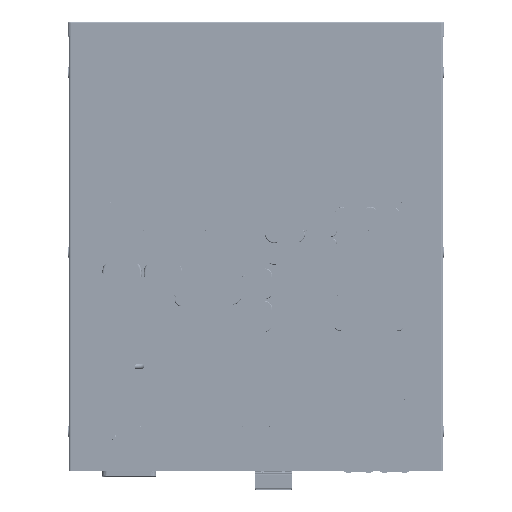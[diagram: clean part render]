
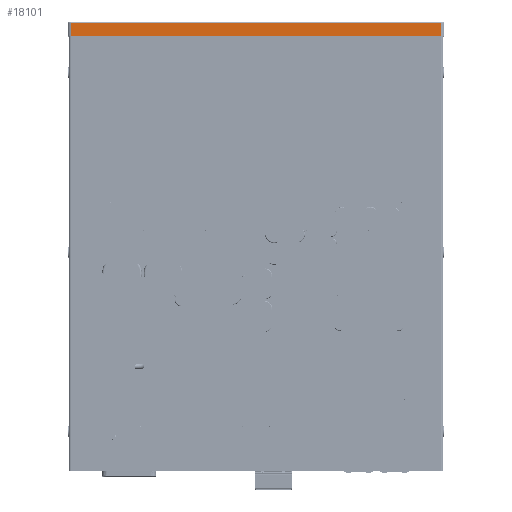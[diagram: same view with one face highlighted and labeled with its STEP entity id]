
A CAD part, top view. The second image highlights one B-rep face of the part: STEP entity #18101.
In plain terms, the highlighted face is planar.
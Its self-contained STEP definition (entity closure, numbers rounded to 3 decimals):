
#17566 = CYLINDRICAL_SURFACE('',#17567,2.);
#17567 = AXIS2_PLACEMENT_3D('',#17568,#17569,#17570);
#17568 = CARTESIAN_POINT('',(-102.,-19.75,0.));
#17569 = DIRECTION('',(-0.,-0.,-1.));
#17570 = DIRECTION('',(1.,0.,0.));
#17665 = VERTEX_POINT('',#17666);
#17666 = CARTESIAN_POINT('',(-102.,-21.75,7.6));
#17693 = EDGE_CURVE('',#17694,#17665,#17696,.T.);
#17694 = VERTEX_POINT('',#17695);
#17695 = CARTESIAN_POINT('',(-102.,-21.75,0.4));
#17696 = SURFACE_CURVE('',#17697,(#17701,#17708),.PCURVE_S1.);
#17697 = LINE('',#17698,#17699);
#17698 = CARTESIAN_POINT('',(-102.,-21.75,0.));
#17699 = VECTOR('',#17700,1.);
#17700 = DIRECTION('',(0.,0.,1.));
#17701 = PCURVE('',#17566,#17702);
#17702 = DEFINITIONAL_REPRESENTATION('',(#17703),#17707);
#17703 = LINE('',#17704,#17705);
#17704 = CARTESIAN_POINT('',(-4.712,0.));
#17705 = VECTOR('',#17706,1.);
#17706 = DIRECTION('',(-0.,-1.));
#17707 = ( GEOMETRIC_REPRESENTATION_CONTEXT(2) 
PARAMETRIC_REPRESENTATION_CONTEXT() REPRESENTATION_CONTEXT('2D SPACE',''
  ) );
#17708 = PCURVE('',#17709,#17714);
#17709 = PLANE('',#17710);
#17710 = AXIS2_PLACEMENT_3D('',#17711,#17712,#17713);
#17711 = CARTESIAN_POINT('',(102.,-21.75,0.));
#17712 = DIRECTION('',(0.,-1.,0.));
#17713 = DIRECTION('',(-1.,0.,0.));
#17714 = DEFINITIONAL_REPRESENTATION('',(#17715),#17719);
#17715 = LINE('',#17716,#17717);
#17716 = CARTESIAN_POINT('',(204.,0.));
#17717 = VECTOR('',#17718,1.);
#17718 = DIRECTION('',(0.,-1.));
#17719 = ( GEOMETRIC_REPRESENTATION_CONTEXT(2) 
PARAMETRIC_REPRESENTATION_CONTEXT() REPRESENTATION_CONTEXT('2D SPACE',''
  ) );
#18009 = PLANE('',#18010);
#18010 = AXIS2_PLACEMENT_3D('',#18011,#18012,#18013);
#18011 = CARTESIAN_POINT('',(-102.,-21.55,0.2));
#18012 = DIRECTION('',(0.,-0.707,-0.707));
#18013 = DIRECTION('',(-1.,0.,0.));
#18066 = PLANE('',#18067);
#18067 = AXIS2_PLACEMENT_3D('',#18068,#18069,#18070);
#18068 = CARTESIAN_POINT('',(102.,-21.55,7.8));
#18069 = DIRECTION('',(0.,0.707,-0.707));
#18070 = DIRECTION('',(1.,-0.,-0.));
#18101 = ADVANCED_FACE('',(#18102),#17709,.T.);
#18102 = FACE_BOUND('',#18103,.T.);
#18103 = EDGE_LOOP('',(#18104,#18134,#18155,#18156));
#18104 = ORIENTED_EDGE('',*,*,#18105,.T.);
#18105 = EDGE_CURVE('',#18106,#18108,#18110,.T.);
#18106 = VERTEX_POINT('',#18107);
#18107 = CARTESIAN_POINT('',(102.,-21.75,0.4));
#18108 = VERTEX_POINT('',#18109);
#18109 = CARTESIAN_POINT('',(102.,-21.75,7.6));
#18110 = SURFACE_CURVE('',#18111,(#18115,#18122),.PCURVE_S1.);
#18111 = LINE('',#18112,#18113);
#18112 = CARTESIAN_POINT('',(102.,-21.75,0.));
#18113 = VECTOR('',#18114,1.);
#18114 = DIRECTION('',(0.,0.,1.));
#18115 = PCURVE('',#17709,#18116);
#18116 = DEFINITIONAL_REPRESENTATION('',(#18117),#18121);
#18117 = LINE('',#18118,#18119);
#18118 = CARTESIAN_POINT('',(0.,-0.));
#18119 = VECTOR('',#18120,1.);
#18120 = DIRECTION('',(0.,-1.));
#18121 = ( GEOMETRIC_REPRESENTATION_CONTEXT(2) 
PARAMETRIC_REPRESENTATION_CONTEXT() REPRESENTATION_CONTEXT('2D SPACE',''
  ) );
#18122 = PCURVE('',#18123,#18128);
#18123 = CYLINDRICAL_SURFACE('',#18124,2.);
#18124 = AXIS2_PLACEMENT_3D('',#18125,#18126,#18127);
#18125 = CARTESIAN_POINT('',(102.,-19.75,0.));
#18126 = DIRECTION('',(-0.,-0.,-1.));
#18127 = DIRECTION('',(1.,0.,0.));
#18128 = DEFINITIONAL_REPRESENTATION('',(#18129),#18133);
#18129 = LINE('',#18130,#18131);
#18130 = CARTESIAN_POINT('',(-4.712,0.));
#18131 = VECTOR('',#18132,1.);
#18132 = DIRECTION('',(-0.,-1.));
#18133 = ( GEOMETRIC_REPRESENTATION_CONTEXT(2) 
PARAMETRIC_REPRESENTATION_CONTEXT() REPRESENTATION_CONTEXT('2D SPACE',''
  ) );
#18134 = ORIENTED_EDGE('',*,*,#18135,.T.);
#18135 = EDGE_CURVE('',#18108,#17665,#18136,.T.);
#18136 = SURFACE_CURVE('',#18137,(#18141,#18148),.PCURVE_S1.);
#18137 = LINE('',#18138,#18139);
#18138 = CARTESIAN_POINT('',(102.,-21.75,7.6));
#18139 = VECTOR('',#18140,1.);
#18140 = DIRECTION('',(-1.,0.,0.));
#18141 = PCURVE('',#17709,#18142);
#18142 = DEFINITIONAL_REPRESENTATION('',(#18143),#18147);
#18143 = LINE('',#18144,#18145);
#18144 = CARTESIAN_POINT('',(0.,-7.6));
#18145 = VECTOR('',#18146,1.);
#18146 = DIRECTION('',(1.,0.));
#18147 = ( GEOMETRIC_REPRESENTATION_CONTEXT(2) 
PARAMETRIC_REPRESENTATION_CONTEXT() REPRESENTATION_CONTEXT('2D SPACE',''
  ) );
#18148 = PCURVE('',#18066,#18149);
#18149 = DEFINITIONAL_REPRESENTATION('',(#18150),#18154);
#18150 = LINE('',#18151,#18152);
#18151 = CARTESIAN_POINT('',(0.,0.283));
#18152 = VECTOR('',#18153,1.);
#18153 = DIRECTION('',(-1.,0.));
#18154 = ( GEOMETRIC_REPRESENTATION_CONTEXT(2) 
PARAMETRIC_REPRESENTATION_CONTEXT() REPRESENTATION_CONTEXT('2D SPACE',''
  ) );
#18155 = ORIENTED_EDGE('',*,*,#17693,.F.);
#18156 = ORIENTED_EDGE('',*,*,#18157,.T.);
#18157 = EDGE_CURVE('',#17694,#18106,#18158,.T.);
#18158 = SURFACE_CURVE('',#18159,(#18163,#18170),.PCURVE_S1.);
#18159 = LINE('',#18160,#18161);
#18160 = CARTESIAN_POINT('',(-102.,-21.75,0.4));
#18161 = VECTOR('',#18162,1.);
#18162 = DIRECTION('',(1.,0.,0.));
#18163 = PCURVE('',#17709,#18164);
#18164 = DEFINITIONAL_REPRESENTATION('',(#18165),#18169);
#18165 = LINE('',#18166,#18167);
#18166 = CARTESIAN_POINT('',(204.,-0.4));
#18167 = VECTOR('',#18168,1.);
#18168 = DIRECTION('',(-1.,-0.));
#18169 = ( GEOMETRIC_REPRESENTATION_CONTEXT(2) 
PARAMETRIC_REPRESENTATION_CONTEXT() REPRESENTATION_CONTEXT('2D SPACE',''
  ) );
#18170 = PCURVE('',#18009,#18171);
#18171 = DEFINITIONAL_REPRESENTATION('',(#18172),#18176);
#18172 = LINE('',#18173,#18174);
#18173 = CARTESIAN_POINT('',(0.,-0.283));
#18174 = VECTOR('',#18175,1.);
#18175 = DIRECTION('',(-1.,0.));
#18176 = ( GEOMETRIC_REPRESENTATION_CONTEXT(2) 
PARAMETRIC_REPRESENTATION_CONTEXT() REPRESENTATION_CONTEXT('2D SPACE',''
  ) );
